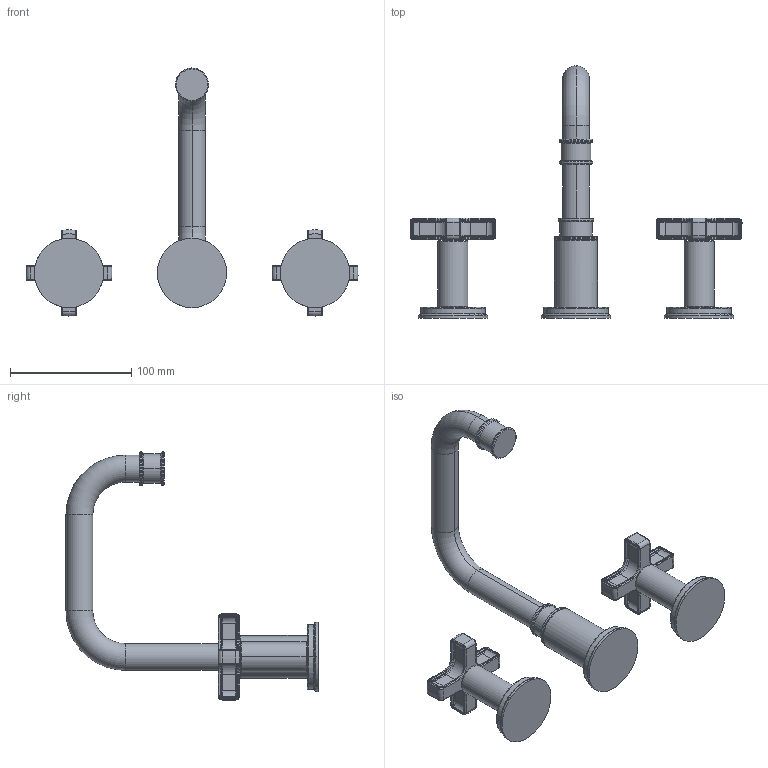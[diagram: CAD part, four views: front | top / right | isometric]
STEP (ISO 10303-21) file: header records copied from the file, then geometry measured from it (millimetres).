
FILE_DESCRIPTION((''),'2;1');
FILE_NAME('3280','2020-11-30T11:46:13',('jinson.thomas'),(''),'CREO PARAMETRIC BY PTC INC, 2018400','CREO PARAMETRIC BY PTC INC, 2018400','');
FILE_SCHEMA(('CONFIG_CONTROL_DESIGN'));
Length unit declared in the file: inch
Products named in the file (1): 3280
Bounding box: 274.22 x 208.22 x 204.85 mm (x, y, z)
Volume: 350483.2 mm3; surface area: 75441.5 mm2
Topology: 3 solids, 3 shells, 509 faces, 1284 edges, 794 vertices
Faces by surface type: cylinder 220, torus 154, plane 67, bspline 64, cone 4
Entity records: 18888 total; most frequent: CARTESIAN_POINT 6521, DIRECTION 2802, ORIENTED_EDGE 2568, EDGE_CURVE 1284, AXIS2_PLACEMENT_3D 1217, VERTEX_POINT 794, CIRCLE 772, EDGE_LOOP 522
